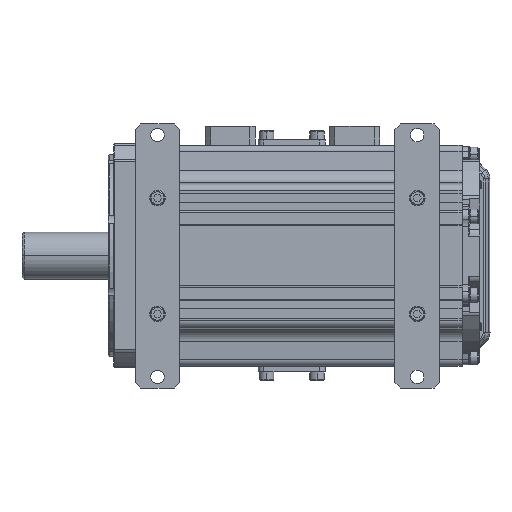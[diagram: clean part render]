
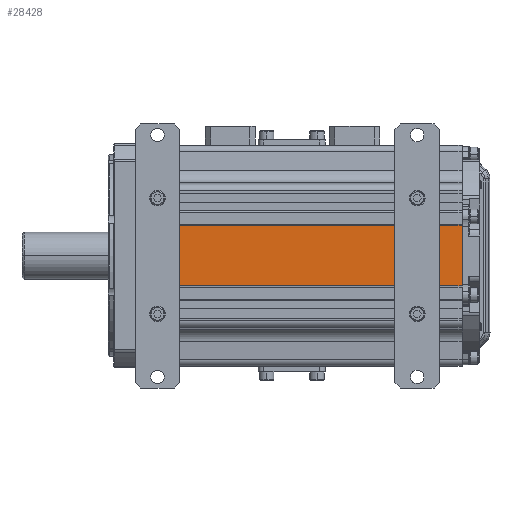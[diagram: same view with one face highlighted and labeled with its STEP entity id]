
A CAD part, front view. The second image highlights one B-rep face of the part: STEP entity #28428.
In plain terms, the highlighted planar face has unit normal (0, -1, 0).
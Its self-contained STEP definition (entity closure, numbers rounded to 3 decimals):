
#25912=DIRECTION('',(-1.,0.,0.));
#25913=VECTOR('',#25912,292.);
#25914=CARTESIAN_POINT('',(393.,-95.5,27.));
#25915=LINE('',#25914,#25913);
#25920=DIRECTION('',(0.,0.,-1.));
#25921=VECTOR('',#25920,54.);
#25922=CARTESIAN_POINT('',(393.,-95.5,27.));
#25923=LINE('',#25922,#25921);
#25924=DIRECTION('',(-1.,0.,0.));
#25925=VECTOR('',#25924,292.);
#25926=CARTESIAN_POINT('',(393.,-95.5,-27.));
#25927=LINE('',#25926,#25925);
#25928=DIRECTION('',(0.,0.,1.));
#25929=VECTOR('',#25928,54.);
#25930=CARTESIAN_POINT('',(101.,-95.5,-27.));
#25931=LINE('',#25930,#25929);
#27302=CARTESIAN_POINT('',(393.,-95.5,-27.));
#27303=VERTEX_POINT('',#27302);
#27314=CARTESIAN_POINT('',(101.,-95.5,-27.));
#27315=VERTEX_POINT('',#27314);
#27320=CARTESIAN_POINT('',(393.,-95.5,27.));
#27321=VERTEX_POINT('',#27320);
#27322=CARTESIAN_POINT('',(101.,-95.5,27.));
#27323=VERTEX_POINT('',#27322);
#28415=CARTESIAN_POINT('',(393.,-95.5,0.));
#28416=DIRECTION('',(0.,-1.,0.));
#28417=DIRECTION('',(0.,0.,1.));
#28418=AXIS2_PLACEMENT_3D('',#28415,#28416,#28417);
#28419=PLANE('',#28418);
#28420=ORIENTED_EDGE('',*,*,#28021,.T.);
#28422=ORIENTED_EDGE('',*,*,#28421,.T.);
#28424=ORIENTED_EDGE('',*,*,#28423,.T.);
#28425=ORIENTED_EDGE('',*,*,#28407,.F.);
#28426=EDGE_LOOP('',(#28420,#28422,#28424,#28425));
#28427=FACE_OUTER_BOUND('',#28426,.F.);
#28428=ADVANCED_FACE('',(#28427),#28419,.T.);
#28021=EDGE_CURVE('',#27321,#27303,#25923,.T.);
#28407=EDGE_CURVE('',#27321,#27323,#25915,.T.);
#28421=EDGE_CURVE('',#27303,#27315,#25927,.T.);
#28423=EDGE_CURVE('',#27315,#27323,#25931,.T.);
